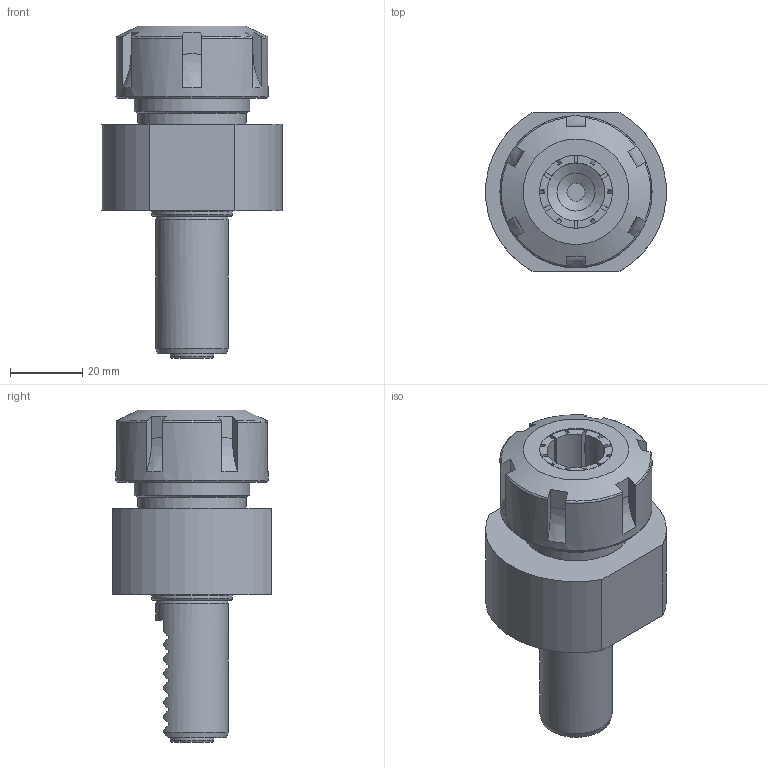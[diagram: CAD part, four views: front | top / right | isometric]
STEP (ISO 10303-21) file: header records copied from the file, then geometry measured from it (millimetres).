
FILE_DESCRIPTION(/* description */ (''),/* implementation_level */ '2;1');
FILE_NAME(/* name */ 'W1100007B.stp',/* time_stamp */ '2009-04-07T09:25:54+02:00',/* author */ (''),/* organization */ (''),/* preprocessor_version */ 'ST-DEVELOPER v11',/* originating_system */ 'UGS - NX 5.0',/* authorisation */ '');
FILE_SCHEMA (('AUTOMOTIVE_DESIGN { 1 0 10303 214 0 1 1 1 }'));
Length unit declared in the file: millimetre
Products named in the file (1): Kris62841nhf
Bounding box: 49.83 x 44 x 91.68 mm (x, y, z)
Volume: 73380.7 mm3; surface area: 22543.6 mm2
Topology: 1 solids, 1 shells, 250 faces, 702 edges, 445 vertices
Faces by surface type: plane 135, cylinder 55, cone 38, torus 16, bspline 6
Full cylindrical faces by diameter (mm): 10.5 x1, 11.4 x1, 12 x1, 12.8 x1, 16 x1, 18 x1, 20 x1, 20.133 x1, 22.33 x1, 26 x1, 30 x1, 30.5 x1, 32 x1, 32.1 x1, 42 x1
Entity records: 8321 total; most frequent: CARTESIAN_POINT 2260, ORIENTED_EDGE 1286, DIRECTION 1199, EDGE_CURVE 643, AXIS2_PLACEMENT_3D 464, VERTEX_POINT 431, EDGE_LOOP 308, LINE 271
